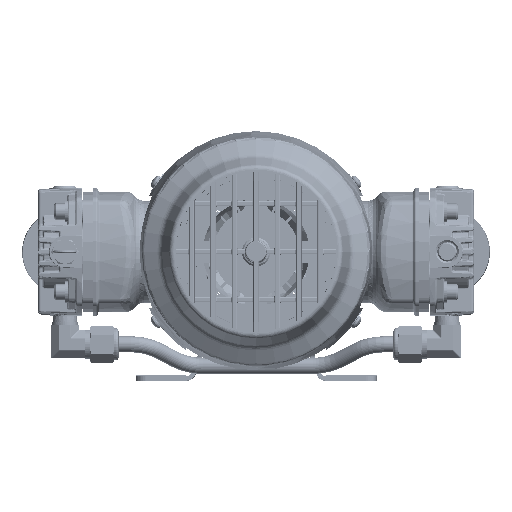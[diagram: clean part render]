
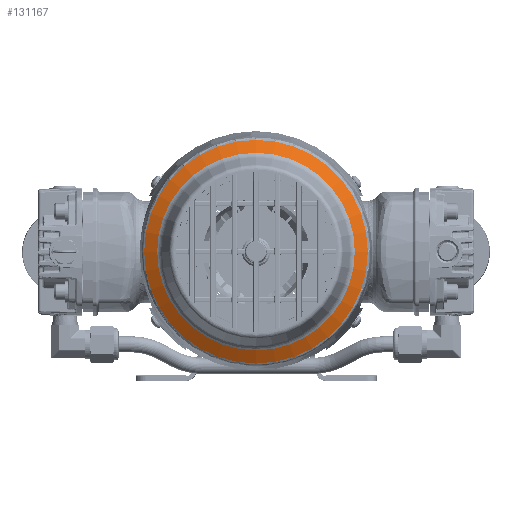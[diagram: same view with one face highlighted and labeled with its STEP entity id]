
A CAD part, top view. The second image highlights one B-rep face of the part: STEP entity #131167.
In plain terms, the highlighted conical face has half-angle 60 degrees and reference radius 66.312 mm.
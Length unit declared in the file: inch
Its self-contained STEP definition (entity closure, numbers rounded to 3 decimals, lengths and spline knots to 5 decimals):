
#22551 = CIRCLE ( 'NONE', #87558, 2.3081 ) ;
#25402 = FACE_BOUND ( 'NONE', #72850, .T. ) ;
#26366 = EDGE_CURVE ( 'NONE', #50615, #50615, #22551, .T. ) ;
#29199 = ORIENTED_EDGE ( 'NONE', *, *, #26366, .F. ) ;
#41823 = CARTESIAN_POINT ( 'NONE',  ( 0., 0.6755, 0. ) ) ;
#50615 = VERTEX_POINT ( 'NONE', #102607 ) ;
#53123 = CARTESIAN_POINT ( 'NONE',  ( 0., 0.8502, 0. ) ) ;
#68594 = DIRECTION ( 'NONE',  ( 0., -1., 0. ) ) ;
#72850 = EDGE_LOOP ( 'NONE', ( #29199 ) ) ;
#72950 = AXIS2_PLACEMENT_3D ( 'NONE', #167845, #94920, #151305 ) ;
#85575 = ORIENTED_EDGE ( 'NONE', *, *, #151442, .T. ) ;
#87558 = AXIS2_PLACEMENT_3D ( 'NONE', #41823, #68594, #154574 ) ;
#88751 = VERTEX_POINT ( 'NONE', #161731 ) ;
#94920 = DIRECTION ( 'NONE',  ( 0., -1., 0. ) ) ;
#96572 = CIRCLE ( 'NONE', #72950, 2.6107 ) ;
#102607 = CARTESIAN_POINT ( 'NONE',  ( 0., 0.6755, -2.3081 ) ) ;
#102664 = AXIS2_PLACEMENT_3D ( 'NONE', #53123, #179618, #109497 ) ;
#109497 = DIRECTION ( 'NONE',  ( 0., 0., 1. ) ) ;
#123389 = FACE_OUTER_BOUND ( 'NONE', #134866, .T. ) ;
#131167 = ADVANCED_FACE ( 'NONE', ( #25402, #123389 ), #149897, .T. ) ;
#134866 = EDGE_LOOP ( 'NONE', ( #85575 ) ) ;
#149897 = CONICAL_SURFACE ( 'NONE', #102664, 2.6107, 1.047 ) ;
#151305 = DIRECTION ( 'NONE',  ( 0., 0., -1. ) ) ;
#151442 = EDGE_CURVE ( 'NONE', #88751, #88751, #96572, .T. ) ;
#154574 = DIRECTION ( 'NONE',  ( 0., 0., -1. ) ) ;
#161731 = CARTESIAN_POINT ( 'NONE',  ( 0., 0.8502, -2.6107 ) ) ;
#167845 = CARTESIAN_POINT ( 'NONE',  ( 0., 0.8502, 0. ) ) ;
#179618 = DIRECTION ( 'NONE',  ( 0., 1., 0. ) ) ;
